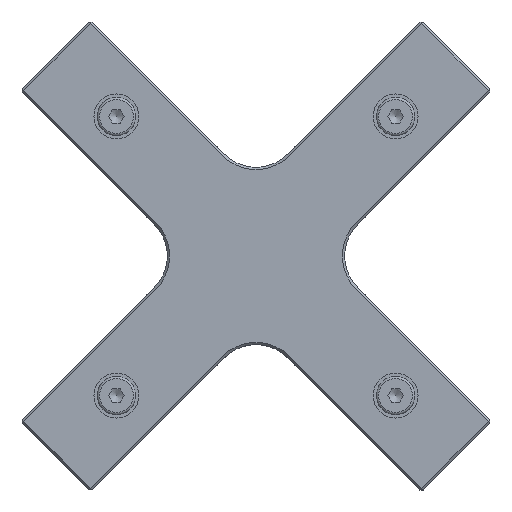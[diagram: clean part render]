
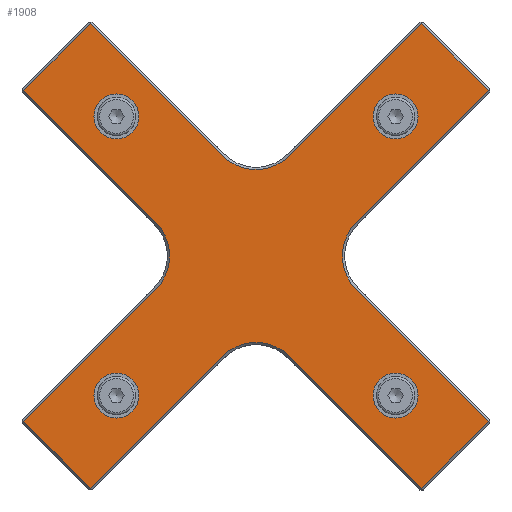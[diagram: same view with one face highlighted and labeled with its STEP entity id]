
A CAD part, top view. The second image highlights one B-rep face of the part: STEP entity #1908.
In plain terms, the highlighted planar face has unit normal (0, 0, 1).
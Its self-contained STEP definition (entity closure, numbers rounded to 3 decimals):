
#84=FACE_BOUND('',#386,.T.);
#85=FACE_BOUND('',#387,.T.);
#86=FACE_BOUND('',#388,.T.);
#87=FACE_BOUND('',#389,.T.);
#159=PLANE('',#2159);
#262=FACE_OUTER_BOUND('',#385,.T.);
#385=EDGE_LOOP('',(#1642,#1643,#1644,#1645,#1646,#1647,#1648,#1649,#1650,
#1651,#1652,#1653,#1654,#1655,#1656,#1657));
#386=EDGE_LOOP('',(#1658,#1659));
#387=EDGE_LOOP('',(#1660,#1661));
#388=EDGE_LOOP('',(#1662,#1663));
#389=EDGE_LOOP('',(#1664,#1665));
#451=CIRCLE('',#2068,5.);
#452=CIRCLE('',#2069,5.);
#456=CIRCLE('',#2076,5.);
#457=CIRCLE('',#2077,5.);
#461=CIRCLE('',#2084,5.);
#462=CIRCLE('',#2085,5.);
#467=CIRCLE('',#2093,5.);
#468=CIRCLE('',#2094,5.);
#470=CIRCLE('',#2123,10.5);
#471=CIRCLE('',#2130,10.5);
#473=CIRCLE('',#2140,10.5);
#474=CIRCLE('',#2146,10.5);
#613=LINE('',#3141,#787);
#616=LINE('',#3150,#790);
#617=LINE('',#3152,#791);
#622=LINE('',#3161,#796);
#625=LINE('',#3168,#799);
#626=LINE('',#3170,#800);
#633=LINE('',#3181,#807);
#636=LINE('',#3187,#810);
#640=LINE('',#3197,#814);
#645=LINE('',#3206,#819);
#648=LINE('',#3213,#822);
#649=LINE('',#3215,#823);
#787=VECTOR('',#2541,10.);
#790=VECTOR('',#2552,10.);
#791=VECTOR('',#2555,10.);
#796=VECTOR('',#2566,10.);
#799=VECTOR('',#2575,10.);
#800=VECTOR('',#2578,10.);
#807=VECTOR('',#2593,10.);
#810=VECTOR('',#2598,10.);
#814=VECTOR('',#2610,10.);
#819=VECTOR('',#2621,10.);
#822=VECTOR('',#2630,10.);
#823=VECTOR('',#2633,10.);
#909=VERTEX_POINT('',#2971);
#910=VERTEX_POINT('',#2972);
#914=VERTEX_POINT('',#2986);
#915=VERTEX_POINT('',#2987);
#919=VERTEX_POINT('',#3001);
#920=VERTEX_POINT('',#3002);
#925=VERTEX_POINT('',#3018);
#926=VERTEX_POINT('',#3019);
#928=VERTEX_POINT('',#3027);
#934=VERTEX_POINT('',#3041);
#936=VERTEX_POINT('',#3047);
#941=VERTEX_POINT('',#3068);
#944=VERTEX_POINT('',#3075);
#951=VERTEX_POINT('',#3096);
#953=VERTEX_POINT('',#3102);
#959=VERTEX_POINT('',#3124);
#961=VERTEX_POINT('',#3139);
#963=VERTEX_POINT('',#3145);
#964=VERTEX_POINT('',#3159);
#965=VERTEX_POINT('',#3164);
#967=VERTEX_POINT('',#3185);
#969=VERTEX_POINT('',#3192);
#970=VERTEX_POINT('',#3204);
#971=VERTEX_POINT('',#3209);
#1087=EDGE_CURVE('',#909,#910,#451,.T.);
#1088=EDGE_CURVE('',#910,#909,#452,.T.);
#1094=EDGE_CURVE('',#914,#915,#456,.T.);
#1095=EDGE_CURVE('',#915,#914,#457,.T.);
#1101=EDGE_CURVE('',#919,#920,#461,.T.);
#1102=EDGE_CURVE('',#920,#919,#462,.T.);
#1109=EDGE_CURVE('',#925,#926,#467,.T.);
#1110=EDGE_CURVE('',#926,#925,#468,.T.);
#1169=EDGE_CURVE('',#961,#959,#613,.T.);
#1172=EDGE_CURVE('',#963,#961,#470,.T.);
#1174=EDGE_CURVE('',#951,#963,#616,.T.);
#1175=EDGE_CURVE('',#959,#953,#617,.T.);
#1180=EDGE_CURVE('',#964,#944,#622,.T.);
#1183=EDGE_CURVE('',#965,#964,#471,.T.);
#1184=EDGE_CURVE('',#953,#965,#625,.T.);
#1185=EDGE_CURVE('',#941,#951,#626,.T.);
#1192=EDGE_CURVE('',#944,#936,#633,.T.);
#1195=EDGE_CURVE('',#967,#941,#636,.T.);
#1199=EDGE_CURVE('',#969,#967,#473,.T.);
#1201=EDGE_CURVE('',#934,#969,#640,.T.);
#1206=EDGE_CURVE('',#970,#928,#645,.T.);
#1209=EDGE_CURVE('',#971,#970,#474,.T.);
#1210=EDGE_CURVE('',#936,#971,#648,.T.);
#1211=EDGE_CURVE('',#928,#934,#649,.T.);
#1642=ORIENTED_EDGE('',*,*,#1206,.F.);
#1643=ORIENTED_EDGE('',*,*,#1209,.F.);
#1644=ORIENTED_EDGE('',*,*,#1210,.F.);
#1645=ORIENTED_EDGE('',*,*,#1192,.F.);
#1646=ORIENTED_EDGE('',*,*,#1180,.F.);
#1647=ORIENTED_EDGE('',*,*,#1183,.F.);
#1648=ORIENTED_EDGE('',*,*,#1184,.F.);
#1649=ORIENTED_EDGE('',*,*,#1175,.F.);
#1650=ORIENTED_EDGE('',*,*,#1169,.F.);
#1651=ORIENTED_EDGE('',*,*,#1172,.F.);
#1652=ORIENTED_EDGE('',*,*,#1174,.F.);
#1653=ORIENTED_EDGE('',*,*,#1185,.F.);
#1654=ORIENTED_EDGE('',*,*,#1195,.F.);
#1655=ORIENTED_EDGE('',*,*,#1199,.F.);
#1656=ORIENTED_EDGE('',*,*,#1201,.F.);
#1657=ORIENTED_EDGE('',*,*,#1211,.F.);
#1658=ORIENTED_EDGE('',*,*,#1087,.T.);
#1659=ORIENTED_EDGE('',*,*,#1088,.T.);
#1660=ORIENTED_EDGE('',*,*,#1094,.T.);
#1661=ORIENTED_EDGE('',*,*,#1095,.T.);
#1662=ORIENTED_EDGE('',*,*,#1101,.T.);
#1663=ORIENTED_EDGE('',*,*,#1102,.T.);
#1664=ORIENTED_EDGE('',*,*,#1109,.T.);
#1665=ORIENTED_EDGE('',*,*,#1110,.T.);
#1908=ADVANCED_FACE('',(#262,#84,#85,#86,#87),#159,.T.);
#2068=AXIS2_PLACEMENT_3D('',#2973,#2371,#2372);
#2069=AXIS2_PLACEMENT_3D('',#2974,#2373,#2374);
#2076=AXIS2_PLACEMENT_3D('',#2988,#2389,#2390);
#2077=AXIS2_PLACEMENT_3D('',#2989,#2391,#2392);
#2084=AXIS2_PLACEMENT_3D('',#3003,#2407,#2408);
#2085=AXIS2_PLACEMENT_3D('',#3004,#2409,#2410);
#2093=AXIS2_PLACEMENT_3D('',#3020,#2427,#2428);
#2094=AXIS2_PLACEMENT_3D('',#3021,#2429,#2430);
#2123=AXIS2_PLACEMENT_3D('',#3147,#2547,#2548);
#2130=AXIS2_PLACEMENT_3D('',#3166,#2571,#2572);
#2140=AXIS2_PLACEMENT_3D('',#3194,#2605,#2606);
#2146=AXIS2_PLACEMENT_3D('',#3211,#2626,#2627);
#2159=AXIS2_PLACEMENT_3D('',#3232,#2660,#2661);
#2371=DIRECTION('center_axis',(0.,0.,-1.));
#2372=DIRECTION('ref_axis',(1.,0.,0.));
#2373=DIRECTION('center_axis',(0.,0.,-1.));
#2374=DIRECTION('ref_axis',(1.,0.,0.));
#2389=DIRECTION('center_axis',(0.,0.,-1.));
#2390=DIRECTION('ref_axis',(1.,0.,0.));
#2391=DIRECTION('center_axis',(0.,0.,-1.));
#2392=DIRECTION('ref_axis',(1.,0.,0.));
#2407=DIRECTION('center_axis',(0.,0.,-1.));
#2408=DIRECTION('ref_axis',(1.,0.,0.));
#2409=DIRECTION('center_axis',(0.,0.,-1.));
#2410=DIRECTION('ref_axis',(1.,0.,0.));
#2427=DIRECTION('center_axis',(0.,0.,-1.));
#2428=DIRECTION('ref_axis',(1.,0.,0.));
#2429=DIRECTION('center_axis',(0.,0.,-1.));
#2430=DIRECTION('ref_axis',(1.,0.,0.));
#2541=DIRECTION('',(-0.707,0.707,0.));
#2547=DIRECTION('center_axis',(0.,0.,1.));
#2548=DIRECTION('ref_axis',(1.,0.,0.));
#2552=DIRECTION('',(0.707,0.707,0.));
#2555=DIRECTION('',(0.707,0.707,0.));
#2566=DIRECTION('',(0.707,0.707,0.));
#2571=DIRECTION('center_axis',(0.,0.,1.));
#2572=DIRECTION('ref_axis',(0.,-1.,0.));
#2575=DIRECTION('',(0.707,-0.707,0.));
#2578=DIRECTION('',(-0.707,0.707,0.));
#2593=DIRECTION('',(0.707,-0.707,0.));
#2598=DIRECTION('',(-0.707,-0.707,0.));
#2605=DIRECTION('center_axis',(0.,0.,1.));
#2606=DIRECTION('ref_axis',(0.,1.,0.));
#2610=DIRECTION('',(-0.707,0.707,0.));
#2621=DIRECTION('',(0.707,-0.707,0.));
#2626=DIRECTION('center_axis',(0.,0.,1.));
#2627=DIRECTION('ref_axis',(-1.,0.,0.));
#2630=DIRECTION('',(-0.707,-0.707,0.));
#2633=DIRECTION('',(-0.707,-0.707,0.));
#2660=DIRECTION('center_axis',(0.,0.,1.));
#2661=DIRECTION('ref_axis',(1.,0.,0.));
#2971=CARTESIAN_POINT('',(-26.,-31.,8.));
#2972=CARTESIAN_POINT('',(-36.,-31.,8.));
#2973=CARTESIAN_POINT('Origin',(-31.,-31.,8.));
#2974=CARTESIAN_POINT('Origin',(-31.,-31.,8.));
#2986=CARTESIAN_POINT('',(36.,31.,8.));
#2987=CARTESIAN_POINT('',(26.,31.,8.));
#2988=CARTESIAN_POINT('Origin',(31.,31.,8.));
#2989=CARTESIAN_POINT('Origin',(31.,31.,8.));
#3001=CARTESIAN_POINT('',(36.,-31.,8.));
#3002=CARTESIAN_POINT('',(26.,-31.,8.));
#3003=CARTESIAN_POINT('Origin',(31.,-31.,8.));
#3004=CARTESIAN_POINT('Origin',(31.,-31.,8.));
#3018=CARTESIAN_POINT('',(-26.,31.,8.));
#3019=CARTESIAN_POINT('',(-36.,31.,8.));
#3020=CARTESIAN_POINT('Origin',(-31.,31.,8.));
#3021=CARTESIAN_POINT('Origin',(-31.,31.,8.));
#3027=CARTESIAN_POINT('',(51.619,-36.77,8.));
#3041=CARTESIAN_POINT('',(36.77,-51.619,8.));
#3047=CARTESIAN_POINT('',(51.619,36.77,8.));
#3068=CARTESIAN_POINT('',(-36.77,-51.619,8.));
#3075=CARTESIAN_POINT('',(36.77,51.619,8.));
#3096=CARTESIAN_POINT('',(-51.619,-36.77,8.));
#3102=CARTESIAN_POINT('',(-36.77,51.619,8.));
#3124=CARTESIAN_POINT('',(-51.619,36.77,8.));
#3139=CARTESIAN_POINT('',(-22.274,7.425,8.));
#3141=CARTESIAN_POINT('',(-29.698,14.849,8.));
#3145=CARTESIAN_POINT('',(-22.274,-7.425,8.));
#3147=CARTESIAN_POINT('Origin',(-29.698,0.,8.));
#3150=CARTESIAN_POINT('',(0.85,15.699,8.));
#3152=CARTESIAN_POINT('',(-28.142,60.246,8.));
#3159=CARTESIAN_POINT('',(7.425,22.274,8.));
#3161=CARTESIAN_POINT('',(27.012,41.862,8.));
#3164=CARTESIAN_POINT('',(-7.425,22.274,8.));
#3166=CARTESIAN_POINT('Origin',(0.,29.698,8.));
#3168=CARTESIAN_POINT('',(3.536,11.314,8.));
#3170=CARTESIAN_POINT('',(-48.083,-40.305,8.));
#3181=CARTESIAN_POINT('',(48.083,40.305,8.));
#3185=CARTESIAN_POINT('',(-7.425,-22.274,8.));
#3187=CARTESIAN_POINT('',(-2.686,-17.535,8.));
#3192=CARTESIAN_POINT('',(7.425,-22.274,8.));
#3194=CARTESIAN_POINT('Origin',(0.,-29.698,
8.));
#3197=CARTESIAN_POINT('',(-3.536,-11.314,8.));
#3204=CARTESIAN_POINT('',(22.274,-7.425,8.));
#3206=CARTESIAN_POINT('',(29.698,-14.849,8.));
#3209=CARTESIAN_POINT('',(22.274,7.425,8.));
#3211=CARTESIAN_POINT('Origin',(29.698,0.,8.));
#3213=CARTESIAN_POINT('',(23.477,8.628,8.));
#3215=CARTESIAN_POINT('',(52.468,-35.92,8.));
#3232=CARTESIAN_POINT('Origin',(24.326,24.326,8.));
